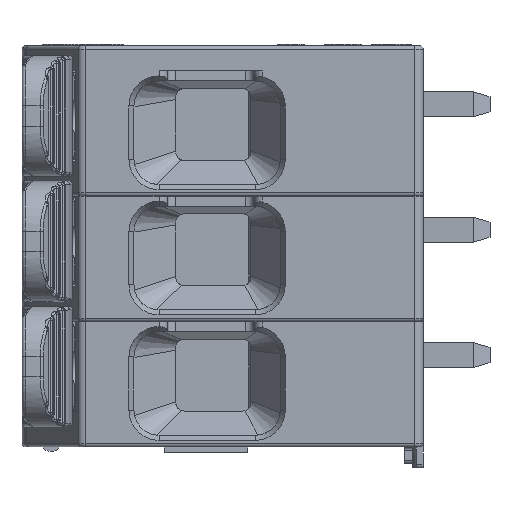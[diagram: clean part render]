
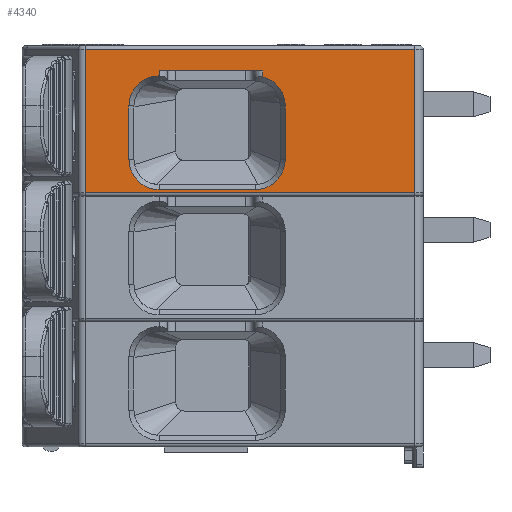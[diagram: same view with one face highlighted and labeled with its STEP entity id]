
A CAD part, left-side view. The second image highlights one B-rep face of the part: STEP entity #4340.
In plain terms, the highlighted planar face has unit normal (-1, 0, 0).
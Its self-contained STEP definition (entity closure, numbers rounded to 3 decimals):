
#4340=ADVANCED_FACE('',(#13689,#13690),#6141,.T.);
#6141=PLANE('',#38139);
#7938=LINE('',#56922,#11251);
#7949=LINE('',#56961,#11262);
#7964=LINE('',#56992,#11277);
#7979=LINE('',#57108,#11292);
#7980=LINE('',#57111,#11293);
#7981=LINE('',#57113,#11294);
#7982=LINE('',#57117,#11295);
#7983=LINE('',#57118,#11296);
#7984=LINE('',#57121,#11297);
#7985=LINE('',#57123,#11298);
#11251=VECTOR('',#43562,1.);
#11262=VECTOR('',#43609,1.);
#11277=VECTOR('',#43638,1.);
#11292=VECTOR('',#43687,1.);
#11293=VECTOR('',#43688,1.);
#11294=VECTOR('',#43689,1.);
#11295=VECTOR('',#43692,1.);
#11296=VECTOR('',#43693,1.);
#11297=VECTOR('',#43696,1.);
#11298=VECTOR('',#43697,1.);
#13689=FACE_BOUND('',#14759,.T.);
#13690=FACE_BOUND('',#14760,.T.);
#14759=EDGE_LOOP('',(#19722,#19723,#19724,#19725,#19726,#19727,#19728,#19729,
#19730,#19731));
#14760=EDGE_LOOP('',(#19732,#19733,#19734,#19735));
#19722=ORIENTED_EDGE('',*,*,#32095,.T.);
#19723=ORIENTED_EDGE('',*,*,#32096,.F.);
#19724=ORIENTED_EDGE('',*,*,#32097,.T.);
#19725=ORIENTED_EDGE('',*,*,#32098,.F.);
#19726=ORIENTED_EDGE('',*,*,#32099,.T.);
#19727=ORIENTED_EDGE('',*,*,#32072,.F.);
#19728=ORIENTED_EDGE('',*,*,#32049,.T.);
#19729=ORIENTED_EDGE('',*,*,#32094,.F.);
#19730=ORIENTED_EDGE('',*,*,#32100,.T.);
#19731=ORIENTED_EDGE('',*,*,#32101,.F.);
#19732=ORIENTED_EDGE('',*,*,#32102,.T.);
#19733=ORIENTED_EDGE('',*,*,#32103,.T.);
#19734=ORIENTED_EDGE('',*,*,#32065,.T.);
#19735=ORIENTED_EDGE('',*,*,#32029,.T.);
#28065=VERTEX_POINT('',#56913);
#28066=VERTEX_POINT('',#56918);
#28074=VERTEX_POINT('',#56955);
#28077=VERTEX_POINT('',#56960);
#28087=VERTEX_POINT('',#56993);
#28092=VERTEX_POINT('',#57029);
#28105=VERTEX_POINT('',#57105);
#28106=VERTEX_POINT('',#57109);
#28107=VERTEX_POINT('',#57110);
#28108=VERTEX_POINT('',#57112);
#28109=VERTEX_POINT('',#57114);
#28110=VERTEX_POINT('',#57116);
#28111=VERTEX_POINT('',#57119);
#28112=VERTEX_POINT('',#57122);
#32029=EDGE_CURVE('',#28066,#28065,#7938,.T.);
#32049=EDGE_CURVE('',#28074,#28077,#7949,.T.);
#32065=EDGE_CURVE('',#28087,#28066,#7964,.T.);
#32072=EDGE_CURVE('',#28074,#28092,#36140,.T.);
#32094=EDGE_CURVE('',#28105,#28077,#36142,.T.);
#32095=EDGE_CURVE('',#28106,#28107,#7979,.T.);
#32096=EDGE_CURVE('',#28108,#28107,#7980,.T.);
#32097=EDGE_CURVE('',#28108,#28109,#7981,.T.);
#32098=EDGE_CURVE('',#28110,#28109,#36143,.T.);
#32099=EDGE_CURVE('',#28110,#28092,#7982,.T.);
#32100=EDGE_CURVE('',#28105,#28111,#7983,.T.);
#32101=EDGE_CURVE('',#28106,#28111,#36144,.T.);
#32102=EDGE_CURVE('',#28065,#28112,#7984,.T.);
#32103=EDGE_CURVE('',#28112,#28087,#7985,.T.);
#36140=CIRCLE('',#38124,1.8);
#36142=CIRCLE('',#38135,1.8);
#36143=CIRCLE('',#38137,1.8);
#36144=CIRCLE('',#38138,1.8);
#38124=AXIS2_PLACEMENT_3D('',#57028,#43648,#43649);
#38135=AXIS2_PLACEMENT_3D('',#57106,#43683,#43684);
#38137=AXIS2_PLACEMENT_3D('',#57115,#43690,#43691);
#38138=AXIS2_PLACEMENT_3D('',#57120,#43694,#43695);
#38139=AXIS2_PLACEMENT_3D('',#57124,#43698,#43699);
#43562=DIRECTION('',(0.,-1.,0.));
#43609=DIRECTION('',(0.,1.,0.));
#43638=DIRECTION('',(0.,0.,-1.));
#43648=DIRECTION('',(-1.,0.,0.));
#43649=DIRECTION('',(0.,0.,-1.));
#43683=DIRECTION('',(-1.,0.,0.));
#43684=DIRECTION('',(0.,1.,0.));
#43687=DIRECTION('',(0.,0.,1.));
#43688=DIRECTION('',(0.,1.,0.));
#43689=DIRECTION('',(0.,0.,-1.));
#43690=DIRECTION('',(-1.,0.,0.));
#43691=DIRECTION('',(0.,-1.,0.));
#43692=DIRECTION('',(0.,0.,-1.));
#43693=DIRECTION('',(0.,0.,1.));
#43694=DIRECTION('',(-1.,0.,0.));
#43695=DIRECTION('',(0.,0.,1.));
#43696=DIRECTION('',(0.,0.,1.));
#43697=DIRECTION('',(0.,1.,0.));
#43698=DIRECTION('',(-1.,0.,0.));
#43699=DIRECTION('',(0.,-1.,0.));
#56913=CARTESIAN_POINT('',(0.,17.5,30.2));
#56918=CARTESIAN_POINT('',(0.,37.211,30.2));
#56922=CARTESIAN_POINT('',(0.,37.211,30.2));
#56955=CARTESIAN_POINT('',(0.,27.05,30.4));
#56960=CARTESIAN_POINT('',(0.,32.8,30.4));
#56961=CARTESIAN_POINT('',(0.,27.05,30.4));
#56992=CARTESIAN_POINT('',(0.,37.211,37.5));
#56993=CARTESIAN_POINT('',(0.,37.211,38.8));
#57028=CARTESIAN_POINT('',(0.,27.05,32.2));
#57029=CARTESIAN_POINT('',(0.,25.25,32.2));
#57105=CARTESIAN_POINT('',(0.,34.6,32.2));
#57106=CARTESIAN_POINT('',(0.,32.8,32.2));
#57108=CARTESIAN_POINT('',(0.,32.8,37.2));
#57109=CARTESIAN_POINT('',(0.,32.8,37.2));
#57110=CARTESIAN_POINT('',(0.,32.8,37.5));
#57111=CARTESIAN_POINT('',(0.,17.5,37.5));
#57112=CARTESIAN_POINT('',(0.,26.6,37.5));
#57113=CARTESIAN_POINT('',(0.,26.6,37.5));
#57114=CARTESIAN_POINT('',(0.,26.6,37.143));
#57115=CARTESIAN_POINT('',(0.,27.05,35.4));
#57116=CARTESIAN_POINT('',(0.,25.25,35.4));
#57117=CARTESIAN_POINT('',(0.,25.25,35.4));
#57118=CARTESIAN_POINT('',(0.,34.6,32.2));
#57119=CARTESIAN_POINT('',(0.,34.6,35.4));
#57120=CARTESIAN_POINT('',(0.,32.8,35.4));
#57121=CARTESIAN_POINT('',(0.,17.5,30.2));
#57122=CARTESIAN_POINT('',(0.,17.5,38.8));
#57123=CARTESIAN_POINT('',(0.,17.5,38.8));
#57124=CARTESIAN_POINT('',(0.,37.211,30.));
